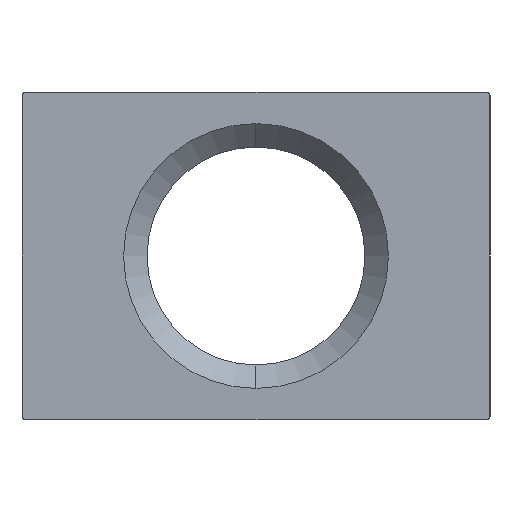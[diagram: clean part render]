
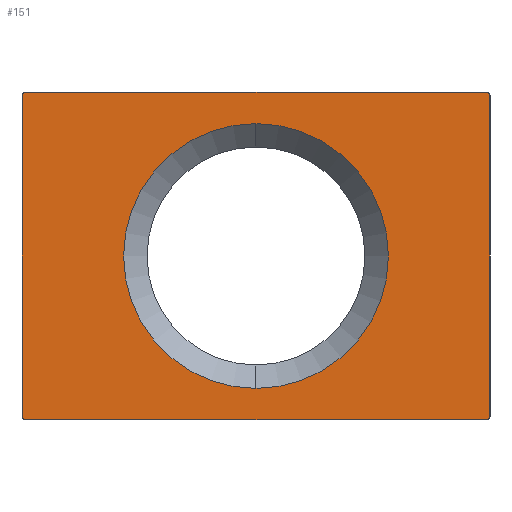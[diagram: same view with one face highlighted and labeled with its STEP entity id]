
A CAD part, left-side view. The second image highlights one B-rep face of the part: STEP entity #151.
In plain terms, the highlighted planar face has unit normal (-1, 0, 0).
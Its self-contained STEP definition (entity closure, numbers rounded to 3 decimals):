
#151=ADVANCED_FACE('',(#335,#336),#337,.T.);
#335=FACE_OUTER_BOUND('',#545,.T.);
#336=FACE_BOUND('',#546,.T.);
#337=PLANE('',#547);
#545=EDGE_LOOP('',(#971,#972,#973,#974,#975,#976,#977,#978));
#546=EDGE_LOOP('',(#979,#980));
#547=AXIS2_PLACEMENT_3D('',#981,#982,#983);
#971=ORIENTED_EDGE('',*,*,#1422,.T.);
#972=ORIENTED_EDGE('',*,*,#1389,.F.);
#973=ORIENTED_EDGE('',*,*,#1419,.T.);
#974=ORIENTED_EDGE('',*,*,#1423,.T.);
#975=ORIENTED_EDGE('',*,*,#1424,.T.);
#976=ORIENTED_EDGE('',*,*,#1293,.T.);
#977=ORIENTED_EDGE('',*,*,#1425,.T.);
#978=ORIENTED_EDGE('',*,*,#1426,.F.);
#979=ORIENTED_EDGE('',*,*,#1268,.T.);
#980=ORIENTED_EDGE('',*,*,#1337,.T.);
#981=CARTESIAN_POINT('',(0.0,40.0,-14.0));
#982=DIRECTION('',(-1.0,0.0,0.0));
#983=DIRECTION('',(0.0,0.0,1.0));
#1268=EDGE_CURVE('',#1526,#1531,#1533,.T.);
#1293=EDGE_CURVE('',#1573,#1575,#1577,.T.);
#1337=EDGE_CURVE('',#1531,#1526,#1656,.T.);
#1389=EDGE_CURVE('',#1728,#1726,#1730,.T.);
#1419=EDGE_CURVE('',#1728,#1772,#1774,.T.);
#1422=EDGE_CURVE('',#1777,#1726,#1778,.T.);
#1423=EDGE_CURVE('',#1772,#1779,#1780,.T.);
#1424=EDGE_CURVE('',#1779,#1573,#1781,.T.);
#1425=EDGE_CURVE('',#1575,#1782,#1783,.T.);
#1426=EDGE_CURVE('',#1777,#1782,#1784,.T.);
#1526=VERTEX_POINT('',#1954);
#1531=VERTEX_POINT('',#1960);
#1533=CIRCLE('',#1963,11.315);
#1573=VERTEX_POINT('',#2011);
#1575=VERTEX_POINT('',#2014);
#1577=LINE('',#2017,#2018);
#1656=CIRCLE('',#2141,11.315);
#1726=VERTEX_POINT('',#2348);
#1728=VERTEX_POINT('',#2351);
#1730=LINE('',#2354,#2355);
#1772=VERTEX_POINT('',#2418);
#1774=CIRCLE('',#2421,0.3);
#1777=VERTEX_POINT('',#2424);
#1778=CIRCLE('',#2425,0.3);
#1779=VERTEX_POINT('',#2426);
#1780=LINE('',#2427,#2428);
#1781=CIRCLE('',#2429,0.3);
#1782=VERTEX_POINT('',#2430);
#1783=CIRCLE('',#2431,0.3);
#1784=LINE('',#2432,#2433);
#1954=CARTESIAN_POINT('',(0.0,20.0,-11.315));
#1960=CARTESIAN_POINT('',(0.0,20.0,11.315));
#1963=AXIS2_PLACEMENT_3D('',#2601,#2602,#2603);
#2011=CARTESIAN_POINT('',(0.0,0.0,-13.7));
#2014=CARTESIAN_POINT('',(0.0,0.0,13.7));
#2017=CARTESIAN_POINT('',(0.0,0.0,-13.7));
#2018=VECTOR('',#2644,27.4);
#2141=AXIS2_PLACEMENT_3D('',#2730,#2731,#2732);
#2348=CARTESIAN_POINT('',(0.0,40.0,13.7));
#2351=CARTESIAN_POINT('',(0.0,40.0,-13.7));
#2354=CARTESIAN_POINT('',(0.0,40.0,-13.7));
#2355=VECTOR('',#2800,27.4);
#2418=CARTESIAN_POINT('',(0.0,39.7,-14.0));
#2421=AXIS2_PLACEMENT_3D('',#2857,#2858,#2859);
#2424=CARTESIAN_POINT('',(0.0,39.7,14.0));
#2425=AXIS2_PLACEMENT_3D('',#2860,#2861,#2862);
#2426=CARTESIAN_POINT('',(0.0,0.3,-14.0));
#2427=CARTESIAN_POINT('',(0.0,39.7,-14.0));
#2428=VECTOR('',#2863,39.4);
#2429=AXIS2_PLACEMENT_3D('',#2864,#2865,#2866);
#2430=CARTESIAN_POINT('',(0.0,0.3,14.0));
#2431=AXIS2_PLACEMENT_3D('',#2867,#2868,#2869);
#2432=CARTESIAN_POINT('',(0.0,39.7,14.0));
#2433=VECTOR('',#2870,39.4);
#2601=CARTESIAN_POINT('',(0.0,20.0,0.0));
#2602=DIRECTION('',(1.0,0.0,0.0));
#2603=DIRECTION('',(0.0,0.0,-1.0));
#2644=DIRECTION('',(0.0,0.0,1.0));
#2730=CARTESIAN_POINT('',(0.0,20.0,0.0));
#2731=DIRECTION('',(1.0,0.0,0.0));
#2732=DIRECTION('',(0.0,0.0,-1.0));
#2800=DIRECTION('',(0.0,0.0,1.0));
#2857=CARTESIAN_POINT('',(0.0,39.7,-13.7));
#2858=DIRECTION('',(-1.0,0.0,0.0));
#2859=DIRECTION('',(0.0,1.0,0.));
#2860=CARTESIAN_POINT('',(0.0,39.7,13.7));
#2861=DIRECTION('',(-1.0,0.0,0.0));
#2862=DIRECTION('',(0.0,0.0,1.0));
#2863=DIRECTION('',(0.0,-1.0,0.0));
#2864=CARTESIAN_POINT('',(0.0,0.3,-13.7));
#2865=DIRECTION('',(-1.0,0.0,0.0));
#2866=DIRECTION('',(0.0,0.0,-1.0));
#2867=CARTESIAN_POINT('',(0.0,0.3,13.7));
#2868=DIRECTION('',(-1.0,0.0,0.0));
#2869=DIRECTION('',(0.0,-1.0,0.0));
#2870=DIRECTION('',(0.0,-1.0,0.0));
